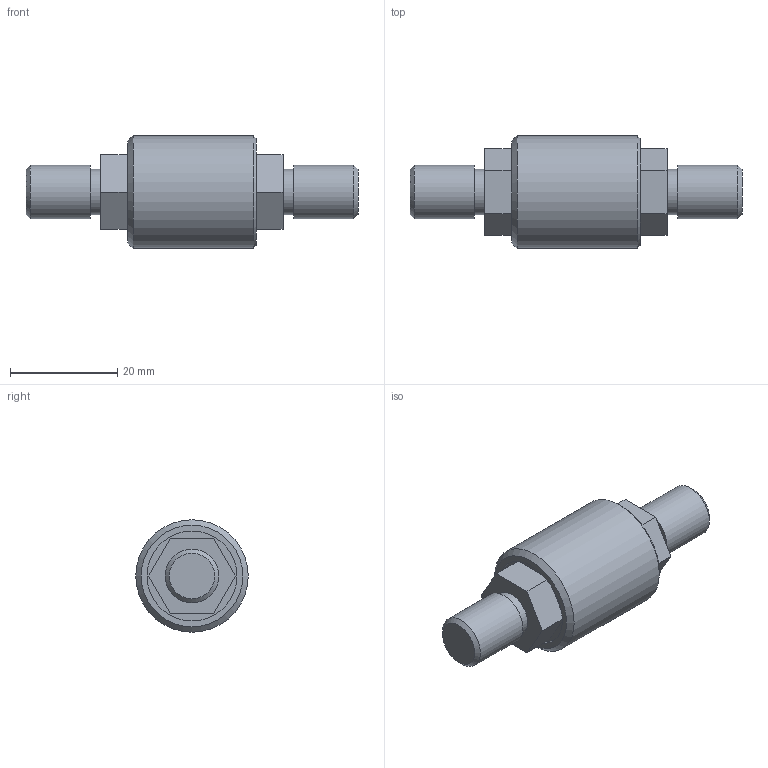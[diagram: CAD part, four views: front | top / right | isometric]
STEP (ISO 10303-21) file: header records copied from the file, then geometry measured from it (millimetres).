
FILE_DESCRIPTION(/* description */ (''),/* implementation_level */ '2;1');
FILE_NAME(/* name */ '',/* time_stamp */ '2020-07-28T20:02:53+08:00',/* author */ (''),/* organization */ (''),/* preprocessor_version */ 'ST-DEVELOPER v15',/* originating_system */ 'SIEMENS PLM Software NX 8.5',/* authorisation */ '');
FILE_SCHEMA (('AUTOMOTIVE_DESIGN { 1 0 10303 214 3 1 1 1 }'));
Length unit declared in the file: millimetre
Products named in the file (1): Admi568CF6906h5z
Bounding box: 62 x 21 x 21 mm (x, y, z)
Volume: 12023.6 mm3; surface area: 3701.4 mm2
Topology: 1 solids, 1 shells, 31 faces, 84 edges, 84 vertices
Faces by surface type: plane 21, cylinder 6, cone 4
Full cylindrical faces by diameter (mm): 8.5 x2, 10 x2, 16.8 x1, 21 x1
Entity records: 987 total; most frequent: DIRECTION 154, CARTESIAN_POINT 146, ORIENTED_EDGE 104, LINE 58, VECTOR 58, EDGE_CURVE 52, EDGE_LOOP 48, AXIS2_PLACEMENT_3D 48
